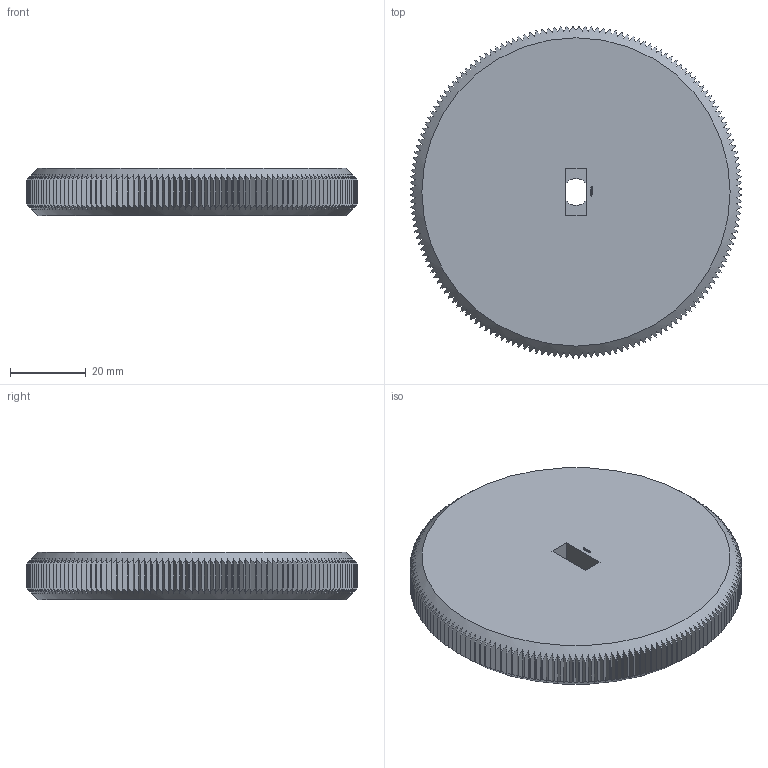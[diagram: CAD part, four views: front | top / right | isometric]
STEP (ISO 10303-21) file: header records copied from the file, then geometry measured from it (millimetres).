
FILE_DESCRIPTION(('FreeCAD Model'),'2;1');
FILE_NAME('Open CASCADE Shape Model','2024-01-03T18:43:18',(''),(''), 'Open CASCADE STEP processor 7.6','FreeCAD','Unknown');
FILE_SCHEMA(('AUTOMOTIVE_DESIGN { 1 0 10303 214 1 1 1 1 }'));
Products named in the file (1): Knob KNR BVD SCR ISR BU01.00x07.00 - SPN-KNB-0023 (stemfie.org)
Bounding box: 87.49 x 87.49 x 12.5 mm (x, y, z)
Volume: 70495.8 mm3; surface area: 16635.3 mm2
Topology: 1 solids, 1 shells, 1012 faces, 2928 edges, 1950 vertices
Faces by surface type: plane 660, extrusion 178, cylinder 170, cone 4
Entity records: 74064 total; most frequent: CARTESIAN_POINT 16919, DIRECTION 10262, VECTOR 5872, ORIENTED_EDGE 5856, PCURVE 5856, DEFINITIONAL_REPRESENTATION 5856, LINE 5694, EDGE_CURVE 2928
